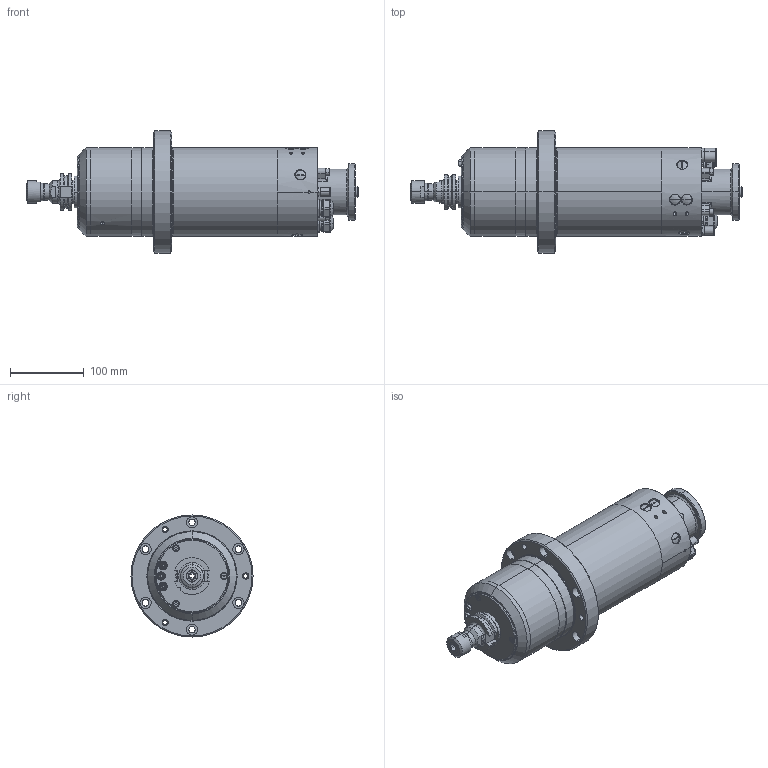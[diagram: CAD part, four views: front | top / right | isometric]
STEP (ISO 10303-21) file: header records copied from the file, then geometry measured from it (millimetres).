
FILE_DESCRIPTION (( 'STEP AP203' ), '1' );
FILE_NAME ('120A24BFHP-01-.STEP', '2012-09-26T08:53:14', ( '' ), ( '' ), 'SwSTEP 2.0', 'SolidWorks 2012', '' );
FILE_SCHEMA (( 'CONFIG_CONTROL_DESIGN' ));
Length unit declared in the file: millimetre
Products named in the file (1): 120A24BFHP-01-
Bounding box: 448.66 x 165 x 165 mm (x, y, z)
Surface area: 241803.6 mm2 (no closed solid volume)
Topology: 0 solids, 77 shells, 773 faces, 2418 edges, 1687 vertices
Faces by surface type: cylinder 304, plane 280, cone 114, torus 51, sphere 16, bspline 8
Entity records: 28836 total; most frequent: CARTESIAN_POINT 6985, DIRECTION 4958, ORIENTED_EDGE 3794, EDGE_CURVE 2384, AXIS2_PLACEMENT_3D 1958, VERTEX_POINT 1678, CIRCLE 1192, VECTOR 1042
